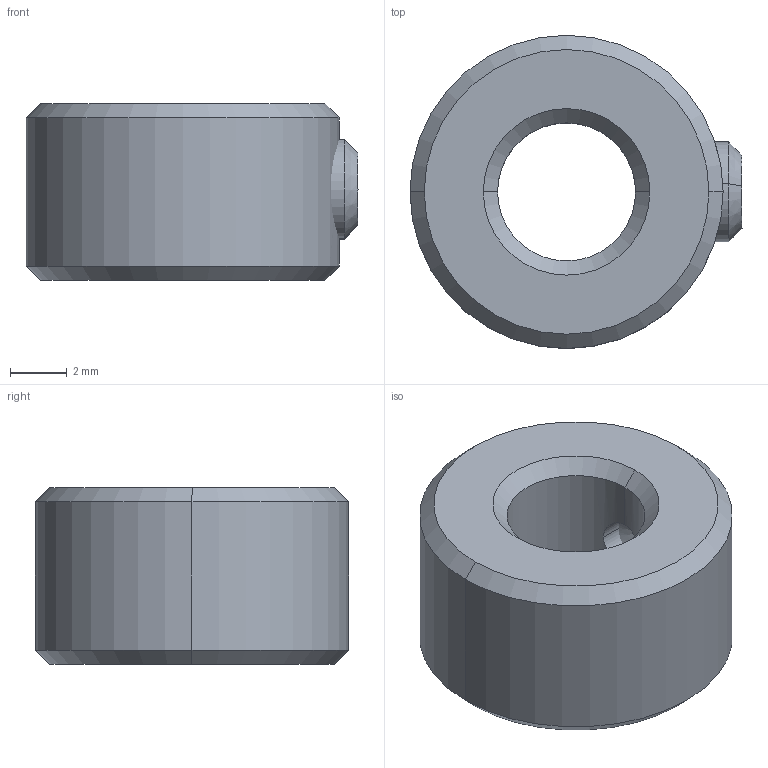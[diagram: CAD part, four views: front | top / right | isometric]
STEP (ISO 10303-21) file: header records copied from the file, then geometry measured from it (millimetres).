
FILE_DESCRIPTION (( 'STEP AP214' ), '1' );
FILE_NAME ('39092_TXM-AxleSetCollars.STEP', '2017-01-16T14:35:33', ( '' ), ( '' ), 'SwSTEP 2.0', 'SolidWorks 2016', '' );
FILE_SCHEMA (( 'AUTOMOTIVE_DESIGN' ));
Length unit declared in the file: millimetre
Products named in the file (2): 39092_TXM-AxleSetCollars
Bounding box: 11.66 x 11 x 6.2 mm (x, y, z)
Volume: 477.2 mm3; surface area: 503 mm2
Topology: 2 solids, 2 shells, 34 faces, 80 edges, 47 vertices
Faces by surface type: cone 14, plane 10, cylinder 8, bspline 2
Entity records: 1508 total; most frequent: CARTESIAN_POINT 313, DIRECTION 158, ORIENTED_EDGE 156, EDGE_CURVE 78, AXIS2_PLACEMENT_3D 58, VERTEX_POINT 47, VECTOR 42, LINE 42
